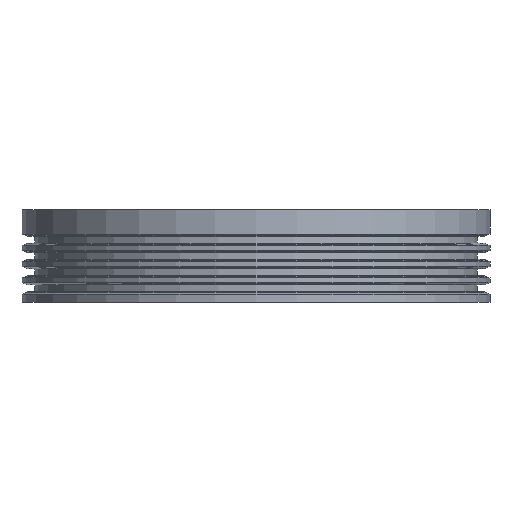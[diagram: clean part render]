
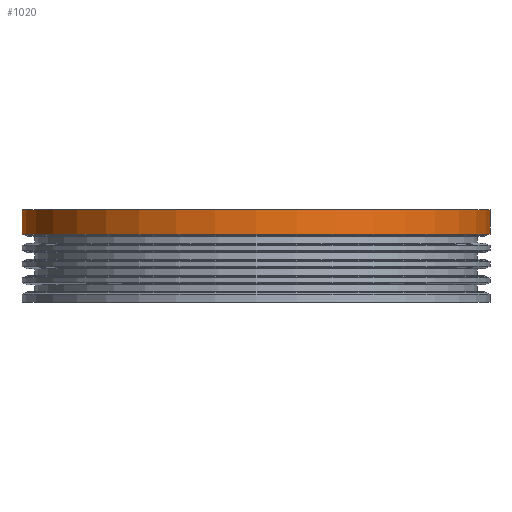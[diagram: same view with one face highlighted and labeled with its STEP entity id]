
A CAD part, front view. The second image highlights one B-rep face of the part: STEP entity #1020.
In plain terms, the highlighted cylindrical face has radius 202 mm (diameter 404 mm), a partial arc.
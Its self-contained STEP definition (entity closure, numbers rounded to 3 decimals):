
#13 = ORIENTED_EDGE ( 'NONE', *, *, #748, .T. ) ;
#43 = CARTESIAN_POINT ( 'NONE',  ( -202., 0., 60. ) ) ;
#331 = AXIS2_PLACEMENT_3D ( 'NONE', #3938, #579, #992 ) ;
#481 = CARTESIAN_POINT ( 'NONE',  ( 202., 0., 60. ) ) ;
#520 = EDGE_CURVE ( 'NONE', #935, #981, #4015, .T. ) ;
#579 = DIRECTION ( 'NONE',  ( 0., 0., 1. ) ) ;
#748 = EDGE_CURVE ( 'NONE', #4431, #981, #3439, .T. ) ;
#935 = VERTEX_POINT ( 'NONE', #43 ) ;
#981 = VERTEX_POINT ( 'NONE', #481 ) ;
#992 = DIRECTION ( 'NONE',  ( 1., 0., 0. ) ) ;
#993 = EDGE_CURVE ( 'NONE', #3827, #4431, #3321, .T. ) ;
#1020 = ADVANCED_FACE ( 'NONE', ( #2038 ), #3168, .T. ) ;
#1153 = AXIS2_PLACEMENT_3D ( 'NONE', #2408, #4664, #4692 ) ;
#1286 = DIRECTION ( 'NONE',  ( 1., 0., 0. ) ) ;
#1296 = ORIENTED_EDGE ( 'NONE', *, *, #1814, .F. ) ;
#1658 = CARTESIAN_POINT ( 'NONE',  ( 0., 0., 0. ) ) ;
#1682 = CARTESIAN_POINT ( 'NONE',  ( -202., 0., 38.877 ) ) ;
#1814 = EDGE_CURVE ( 'NONE', #3827, #935, #4547, .T. ) ;
#1904 = ORIENTED_EDGE ( 'NONE', *, *, #520, .F. ) ;
#1958 = AXIS2_PLACEMENT_3D ( 'NONE', #1658, #2777, #1286 ) ;
#2038 = FACE_OUTER_BOUND ( 'NONE', #4021, .T. ) ;
#2088 = DIRECTION ( 'NONE',  ( 0., 0., 1. ) ) ;
#2408 = CARTESIAN_POINT ( 'NONE',  ( 0., 0., 38.877 ) ) ;
#2635 = VECTOR ( 'NONE', #2088, 1000. ) ;
#2777 = DIRECTION ( 'NONE',  ( 0., 0., 1. ) ) ;
#2801 = ORIENTED_EDGE ( 'NONE', *, *, #993, .T. ) ;
#3114 = CARTESIAN_POINT ( 'NONE',  ( 202., 0., 0. ) ) ;
#3168 = CYLINDRICAL_SURFACE ( 'NONE', #1958, 202. ) ;
#3321 = CIRCLE ( 'NONE', #1153, 202. ) ;
#3439 = LINE ( 'NONE', #3114, #4491 ) ;
#3827 = VERTEX_POINT ( 'NONE', #1682 ) ;
#3881 = DIRECTION ( 'NONE',  ( 0., 0., 1. ) ) ;
#3938 = CARTESIAN_POINT ( 'NONE',  ( 0., 0., 60. ) ) ;
#4015 = CIRCLE ( 'NONE', #331, 202. ) ;
#4021 = EDGE_LOOP ( 'NONE', ( #1296, #2801, #13, #1904 ) ) ;
#4355 = CARTESIAN_POINT ( 'NONE',  ( -202., 0., 0. ) ) ;
#4431 = VERTEX_POINT ( 'NONE', #4749 ) ;
#4491 = VECTOR ( 'NONE', #3881, 1000. ) ;
#4547 = LINE ( 'NONE', #4355, #2635 ) ;
#4664 = DIRECTION ( 'NONE',  ( 0., 0., 1. ) ) ;
#4692 = DIRECTION ( 'NONE',  ( 1., 0., 0. ) ) ;
#4749 = CARTESIAN_POINT ( 'NONE',  ( 202., 0., 38.877 ) ) ;
